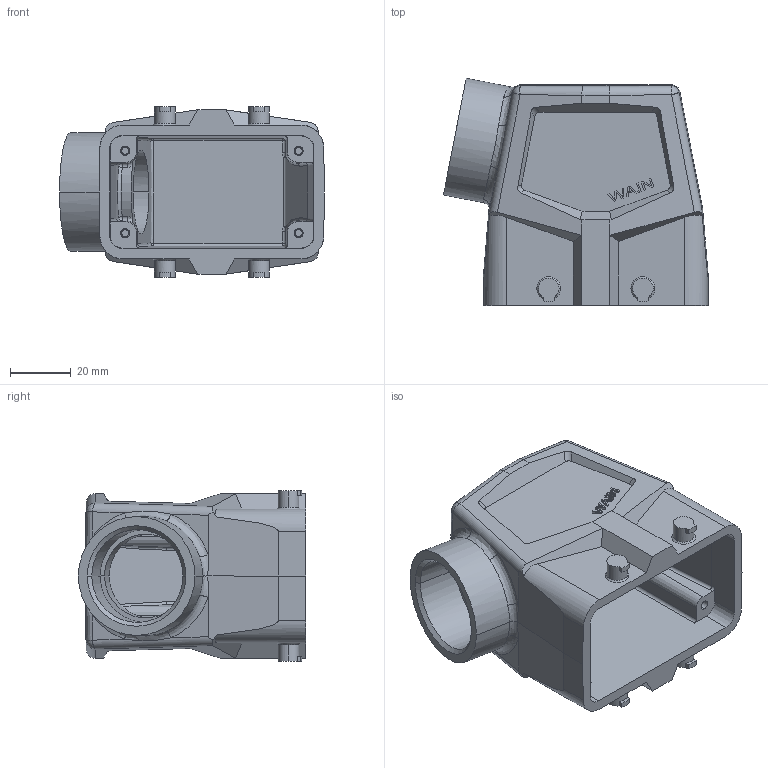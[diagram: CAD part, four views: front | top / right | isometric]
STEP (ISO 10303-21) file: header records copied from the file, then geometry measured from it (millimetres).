
FILE_DESCRIPTION((''),'2;1');
FILE_NAME('ASM0017_SW0001','2023-12-28T',('yp.zhu'),(''),'PRO/ENGINEER BY PARAMETRIC TECHNOLOGY CORPORATION, 2012480','PRO/ENGINEER BY PARAMETRIC TECHNOLOGY CORPORATION, 2012480','');
FILE_SCHEMA(('CONFIG_CONTROL_DESIGN'));
Length unit declared in the file: inch
Products named in the file (1): ASM0017_SW0001
Bounding box: 87.02 x 74.64 x 56 mm (x, y, z)
Volume: 86767.2 mm3; surface area: 38313.6 mm2
Topology: 1 solids, 1 shells, 369 faces, 978 edges, 615 vertices
Faces by surface type: plane 185, cylinder 92, cone 33, bspline 28, extrusion 20, sphere 8, torus 3
Entity records: 15234 total; most frequent: CARTESIAN_POINT 6529, ORIENTED_EDGE 1912, DIRECTION 1589, EDGE_CURVE 956, VERTEX_POINT 614, VECTOR 595, LINE 575, AXIS2_PLACEMENT_3D 497
